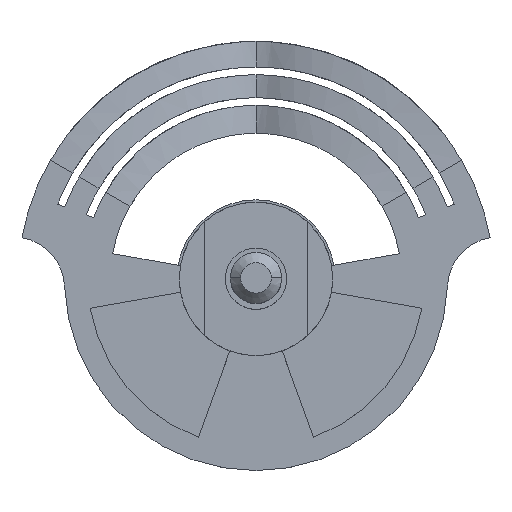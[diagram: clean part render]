
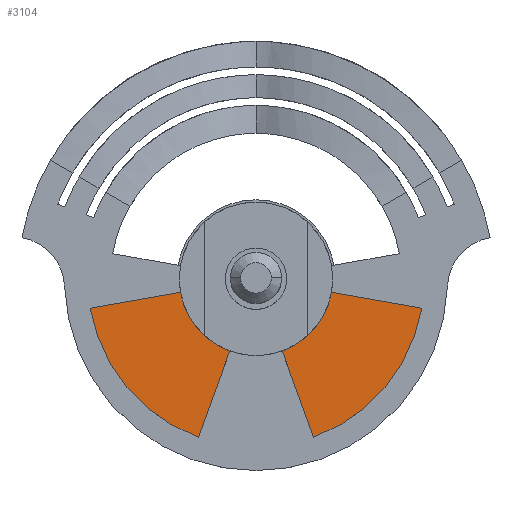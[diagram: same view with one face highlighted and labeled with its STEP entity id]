
A CAD part, top view. The second image highlights one B-rep face of the part: STEP entity #3104.
In plain terms, the highlighted planar face has unit normal (0, 0, 1).
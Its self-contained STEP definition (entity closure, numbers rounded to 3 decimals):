
#26 = CARTESIAN_POINT ( 'NONE',  ( 1.5, 0., 1.9 ) ) ;
#30 = CARTESIAN_POINT ( 'NONE',  ( 0., 0., 1.9 ) ) ;
#38 = EDGE_CURVE ( 'NONE', #1873, #1848, #2026, .T. ) ;
#110 = AXIS2_PLACEMENT_3D ( 'NONE', #30, #2521, #863 ) ;
#132 = LINE ( 'NONE', #1113, #3245 ) ;
#214 = CARTESIAN_POINT ( 'NONE',  ( 0., 0., 1.9 ) ) ;
#235 = CARTESIAN_POINT ( 'NONE',  ( -1.127, -3.098, 1.9 ) ) ;
#347 = EDGE_LOOP ( 'NONE', ( #3578, #415, #1880, #2859, #2314, #2540, #2740, #453, #684, #2479 ) ) ;
#415 = ORIENTED_EDGE ( 'NONE', *, *, #38, .T. ) ;
#450 = DIRECTION ( 'NONE',  ( -0.985, -0.174, 0. ) ) ;
#453 = ORIENTED_EDGE ( 'NONE', *, *, #2597, .T. ) ;
#482 = CARTESIAN_POINT ( 'NONE',  ( 0., 0., 1.9 ) ) ;
#529 = FACE_BOUND ( 'NONE', #2264, .T. ) ;
#535 = AXIS2_PLACEMENT_3D ( 'NONE', #1168, #3387, #2567 ) ;
#601 = DIRECTION ( 'NONE',  ( 1., 0., 0. ) ) ;
#616 = DIRECTION ( 'NONE',  ( 1., 0., 0. ) ) ;
#684 = ORIENTED_EDGE ( 'NONE', *, *, #1420, .T. ) ;
#789 = FACE_OUTER_BOUND ( 'NONE', #347, .T. ) ;
#814 = DIRECTION ( 'NONE',  ( 1., 0., 0. ) ) ;
#827 = VECTOR ( 'NONE', #3252, 1000. ) ;
#863 = DIRECTION ( 'NONE',  ( 1., 0., 0. ) ) ;
#868 = EDGE_CURVE ( 'NONE', #904, #1000, #2661, .T. ) ;
#904 = VERTEX_POINT ( 'NONE', #3540 ) ;
#922 = CARTESIAN_POINT ( 'NONE',  ( -1.477, -0.26, 1.9 ) ) ;
#959 = CARTESIAN_POINT ( 'NONE',  ( 0.75, 0., 1.9 ) ) ;
#985 = LINE ( 'NONE', #1327, #1730 ) ;
#1000 = VERTEX_POINT ( 'NONE', #235 ) ;
#1028 = AXIS2_PLACEMENT_3D ( 'NONE', #2606, #3141, #3432 ) ;
#1056 = DIRECTION ( 'NONE',  ( 0., 0., 1. ) ) ;
#1113 = CARTESIAN_POINT ( 'NONE',  ( 0.513, -1.41, 1.9 ) ) ;
#1121 = CARTESIAN_POINT ( 'NONE',  ( 1.477, -0.26, 1.9 ) ) ;
#1168 = CARTESIAN_POINT ( 'NONE',  ( 0., 0., 1.9 ) ) ;
#1248 = EDGE_CURVE ( 'NONE', #1848, #1795, #1888, .T. ) ;
#1258 = CARTESIAN_POINT ( 'NONE',  ( 1.127, -3.098, 1.9 ) ) ;
#1327 = CARTESIAN_POINT ( 'NONE',  ( -1.477, -0.26, 1.9 ) ) ;
#1389 = CIRCLE ( 'NONE', #1734, 0.75 ) ;
#1420 = EDGE_CURVE ( 'NONE', #2279, #2495, #1489, .T. ) ;
#1463 = CARTESIAN_POINT ( 'NONE',  ( 0., 0., 1.9 ) ) ;
#1489 = CIRCLE ( 'NONE', #3593, 1.5 ) ;
#1505 = EDGE_CURVE ( 'NONE', #1795, #1705, #3173, .T. ) ;
#1548 = EDGE_CURVE ( 'NONE', #1705, #2126, #1789, .T. ) ;
#1557 = DIRECTION ( 'NONE',  ( 0., 0., -1. ) ) ;
#1598 = DIRECTION ( 'NONE',  ( 1., 0., 0. ) ) ;
#1618 = DIRECTION ( 'NONE',  ( 0., 0., 1. ) ) ;
#1620 = VERTEX_POINT ( 'NONE', #959 ) ;
#1684 = CARTESIAN_POINT ( 'NONE',  ( -0.75, 0., 1.9 ) ) ;
#1705 = VERTEX_POINT ( 'NONE', #3559 ) ;
#1730 = VECTOR ( 'NONE', #450, 1000. ) ;
#1734 = AXIS2_PLACEMENT_3D ( 'NONE', #1757, #1989, #616 ) ;
#1757 = CARTESIAN_POINT ( 'NONE',  ( 0., 0., 1.9 ) ) ;
#1761 = VECTOR ( 'NONE', #3241, 1000. ) ;
#1771 = ORIENTED_EDGE ( 'NONE', *, *, #2439, .F. ) ;
#1789 = CIRCLE ( 'NONE', #1028, 1.5 ) ;
#1795 = VERTEX_POINT ( 'NONE', #26 ) ;
#1848 = VERTEX_POINT ( 'NONE', #1121 ) ;
#1873 = VERTEX_POINT ( 'NONE', #2483 ) ;
#1880 = ORIENTED_EDGE ( 'NONE', *, *, #1248, .T. ) ;
#1888 = CIRCLE ( 'NONE', #2327, 1.5 ) ;
#1900 = AXIS2_PLACEMENT_3D ( 'NONE', #3499, #1557, #2090 ) ;
#1948 = VERTEX_POINT ( 'NONE', #1684 ) ;
#1989 = DIRECTION ( 'NONE',  ( 0., 0., 1. ) ) ;
#2026 = LINE ( 'NONE', #2379, #1761 ) ;
#2090 = DIRECTION ( 'NONE',  ( -1., 0., 0. ) ) ;
#2126 = VERTEX_POINT ( 'NONE', #922 ) ;
#2167 = CIRCLE ( 'NONE', #535, 3.296 ) ;
#2175 = DIRECTION ( 'NONE',  ( 1., 0., 0. ) ) ;
#2177 = EDGE_CURVE ( 'NONE', #2495, #2593, #132, .T. ) ;
#2264 = EDGE_LOOP ( 'NONE', ( #1771, #3592 ) ) ;
#2279 = VERTEX_POINT ( 'NONE', #3388 ) ;
#2282 = DIRECTION ( 'NONE',  ( 0., 0., 1. ) ) ;
#2314 = ORIENTED_EDGE ( 'NONE', *, *, #1548, .T. ) ;
#2327 = AXIS2_PLACEMENT_3D ( 'NONE', #482, #2965, #1598 ) ;
#2379 = CARTESIAN_POINT ( 'NONE',  ( 1.477, -0.26, 1.9 ) ) ;
#2439 = EDGE_CURVE ( 'NONE', #1948, #1620, #1389, .T. ) ;
#2479 = ORIENTED_EDGE ( 'NONE', *, *, #2177, .T. ) ;
#2483 = CARTESIAN_POINT ( 'NONE',  ( 3.246, -0.572, 1.9 ) ) ;
#2495 = VERTEX_POINT ( 'NONE', #3457 ) ;
#2521 = DIRECTION ( 'NONE',  ( 0., 0., 1. ) ) ;
#2540 = ORIENTED_EDGE ( 'NONE', *, *, #2643, .T. ) ;
#2567 = DIRECTION ( 'NONE',  ( -1., 0., 0. ) ) ;
#2593 = VERTEX_POINT ( 'NONE', #1258 ) ;
#2597 = EDGE_CURVE ( 'NONE', #1000, #2279, #2934, .T. ) ;
#2606 = CARTESIAN_POINT ( 'NONE',  ( 0., 0., 1.9 ) ) ;
#2643 = EDGE_CURVE ( 'NONE', #2126, #904, #985, .T. ) ;
#2661 = CIRCLE ( 'NONE', #3229, 3.296 ) ;
#2740 = ORIENTED_EDGE ( 'NONE', *, *, #868, .T. ) ;
#2768 = EDGE_CURVE ( 'NONE', #1620, #1948, #3042, .T. ) ;
#2859 = ORIENTED_EDGE ( 'NONE', *, *, #1505, .T. ) ;
#2934 = LINE ( 'NONE', #3535, #827 ) ;
#2965 = DIRECTION ( 'NONE',  ( 0., 0., 1. ) ) ;
#2980 = AXIS2_PLACEMENT_3D ( 'NONE', #3527, #1056, #814 ) ;
#3042 = CIRCLE ( 'NONE', #2980, 0.75 ) ;
#3052 = DIRECTION ( 'NONE',  ( 0.342, -0.94, 0. ) ) ;
#3104 = ADVANCED_FACE ( 'NONE', ( #789, #529 ), #3473, .F. ) ;
#3141 = DIRECTION ( 'NONE',  ( 0., 0., 1. ) ) ;
#3173 = CIRCLE ( 'NONE', #110, 1.5 ) ;
#3229 = AXIS2_PLACEMENT_3D ( 'NONE', #214, #1618, #2175 ) ;
#3241 = DIRECTION ( 'NONE',  ( -0.985, 0.174, 0. ) ) ;
#3245 = VECTOR ( 'NONE', #3052, 1000. ) ;
#3252 = DIRECTION ( 'NONE',  ( 0.342, 0.94, 0. ) ) ;
#3387 = DIRECTION ( 'NONE',  ( 0., 0., 1. ) ) ;
#3388 = CARTESIAN_POINT ( 'NONE',  ( -0.513, -1.41, 1.9 ) ) ;
#3432 = DIRECTION ( 'NONE',  ( 1., 0., 0. ) ) ;
#3457 = CARTESIAN_POINT ( 'NONE',  ( 0.513, -1.41, 1.9 ) ) ;
#3473 = PLANE ( 'NONE',  #1900 ) ;
#3499 = CARTESIAN_POINT ( 'NONE',  ( 0., 0., 1.9 ) ) ;
#3506 = EDGE_CURVE ( 'NONE', #2593, #1873, #2167, .T. ) ;
#3527 = CARTESIAN_POINT ( 'NONE',  ( 0., 0., 1.9 ) ) ;
#3535 = CARTESIAN_POINT ( 'NONE',  ( -0.513, -1.41, 1.9 ) ) ;
#3540 = CARTESIAN_POINT ( 'NONE',  ( -3.246, -0.572, 1.9 ) ) ;
#3559 = CARTESIAN_POINT ( 'NONE',  ( -1.5, 0., 1.9 ) ) ;
#3578 = ORIENTED_EDGE ( 'NONE', *, *, #3506, .T. ) ;
#3592 = ORIENTED_EDGE ( 'NONE', *, *, #2768, .F. ) ;
#3593 = AXIS2_PLACEMENT_3D ( 'NONE', #1463, #2282, #601 ) ;
